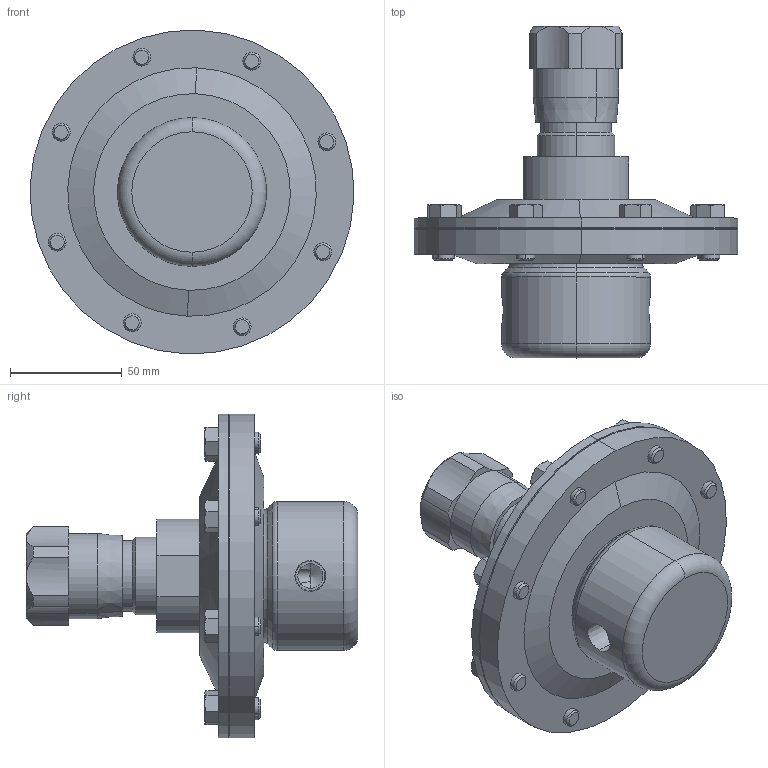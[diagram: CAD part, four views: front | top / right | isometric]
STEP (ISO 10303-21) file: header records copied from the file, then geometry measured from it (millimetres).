
FILE_DESCRIPTION (( 'STEP AP203' ), '1' );
FILE_NAME ('JSRLFLP-025-AA.STEP', '2017-06-27T12:37:42', ( '' ), ( '' ), 'SwSTEP 2.0', 'SolidWorks 2014', '' );
FILE_SCHEMA (( 'CONFIG_CONTROL_DESIGN' ));
Length unit declared in the file: inch
Products named in the file (2): JSRLFLP-025-AA
Bounding box: 144.69 x 148.27 x 144.69 mm (x, y, z)
Volume: 592939.6 mm3; surface area: 100999.1 mm2
Topology: 1 solids, 1 shells, 313 faces, 692 edges, 419 vertices
Faces by surface type: cone 137, plane 97, cylinder 73, torus 6
Entity records: 9513 total; most frequent: CARTESIAN_POINT 2429, DIRECTION 1507, ORIENTED_EDGE 1380, EDGE_CURVE 690, AXIS2_PLACEMENT_3D 626, VERTEX_POINT 419, EDGE_LOOP 367, ADVANCED_FACE 313
